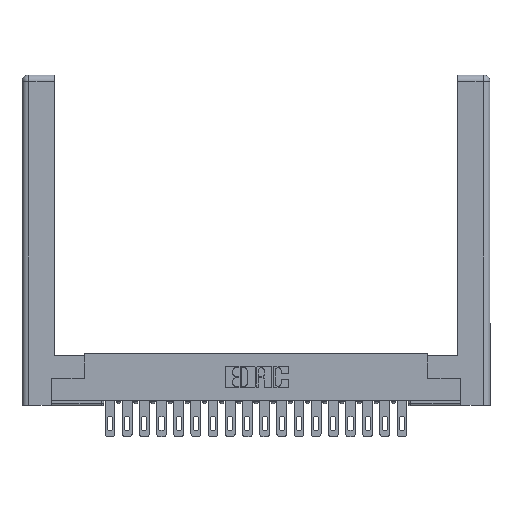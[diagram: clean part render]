
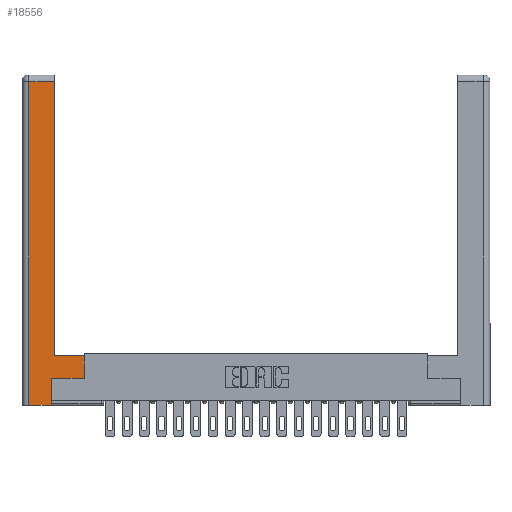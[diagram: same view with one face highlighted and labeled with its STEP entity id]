
A CAD part, top view. The second image highlights one B-rep face of the part: STEP entity #18556.
In plain terms, the highlighted planar face has unit normal (0, 0, 1).
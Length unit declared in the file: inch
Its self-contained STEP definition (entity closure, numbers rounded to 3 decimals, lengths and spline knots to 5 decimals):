
#488 = CARTESIAN_POINT ( 'NONE',  ( 0.0615, 2.94, 0. ) ) ;
#1109 = VECTOR ( 'NONE', #3522, 39.37008 ) ;
#1345 = LINE ( 'NONE', #2516, #13390 ) ;
#1383 = LINE ( 'NONE', #15658, #4738 ) ;
#1525 = LINE ( 'NONE', #2158, #16338 ) ;
#1827 = CARTESIAN_POINT ( 'NONE',  ( 0.265, 0., 0. ) ) ;
#2140 = ORIENTED_EDGE ( 'NONE', *, *, #9082, .T. ) ;
#2158 = CARTESIAN_POINT ( 'NONE',  ( 0.295, 0.45, 0. ) ) ;
#2516 = CARTESIAN_POINT ( 'NONE',  ( 0.565, 0.45, 0. ) ) ;
#2609 = VECTOR ( 'NONE', #10126, 39.37008 ) ;
#3168 = ORIENTED_EDGE ( 'NONE', *, *, #12739, .T. ) ;
#3196 = CARTESIAN_POINT ( 'NONE',  ( 0.565, 0.245, 0. ) ) ;
#3287 = ORIENTED_EDGE ( 'NONE', *, *, #19006, .T. ) ;
#3522 = DIRECTION ( 'NONE',  ( 1., 0., 0. ) ) ;
#3548 = ORIENTED_EDGE ( 'NONE', *, *, #6965, .T. ) ;
#4245 = FACE_OUTER_BOUND ( 'NONE', #9536, .T. ) ;
#4738 = VECTOR ( 'NONE', #15756, 39.37008 ) ;
#5997 = VERTEX_POINT ( 'NONE', #488 ) ;
#6352 = EDGE_CURVE ( 'NONE', #20128, #16321, #12869, .T. ) ;
#6544 = ORIENTED_EDGE ( 'NONE', *, *, #16589, .T. ) ;
#6828 = LINE ( 'NONE', #16609, #2609 ) ;
#6965 = EDGE_CURVE ( 'NONE', #16321, #9057, #1383, .T. ) ;
#7767 = DIRECTION ( 'NONE',  ( -1., 0., 0. ) ) ;
#7779 = VERTEX_POINT ( 'NONE', #13312 ) ;
#7952 = VERTEX_POINT ( 'NONE', #18589 ) ;
#7998 = CARTESIAN_POINT ( 'NONE',  ( 0.295, 0.45, 0. ) ) ;
#8440 = LINE ( 'NONE', #15149, #8823 ) ;
#8756 = DIRECTION ( 'NONE',  ( -1., 0., 0. ) ) ;
#8823 = VECTOR ( 'NONE', #8756, 39.37008 ) ;
#9057 = VERTEX_POINT ( 'NONE', #3196 ) ;
#9082 = EDGE_CURVE ( 'NONE', #7952, #20128, #19473, .T. ) ;
#9536 = EDGE_LOOP ( 'NONE', ( #18468, #6544, #10685, #2140, #15008, #3548, #3287, #3168 ) ) ;
#10126 = DIRECTION ( 'NONE',  ( 0., -1., 0. ) ) ;
#10153 = DIRECTION ( 'NONE',  ( 0., 1., 0. ) ) ;
#10685 = ORIENTED_EDGE ( 'NONE', *, *, #14622, .T. ) ;
#11259 = DIRECTION ( 'NONE',  ( 0., 1., 0. ) ) ;
#11412 = CARTESIAN_POINT ( 'NONE',  ( 0.265, 0., 0. ) ) ;
#11579 = VECTOR ( 'NONE', #11259, 39.37008 ) ;
#11745 = LINE ( 'NONE', #18218, #19543 ) ;
#12739 = EDGE_CURVE ( 'NONE', #20344, #14404, #1525, .T. ) ;
#12869 = LINE ( 'NONE', #14566, #11579 ) ;
#12889 = EDGE_CURVE ( 'NONE', #14404, #7779, #11745, .T. ) ;
#13312 = CARTESIAN_POINT ( 'NONE',  ( 0.295, 2.94, 0. ) ) ;
#13390 = VECTOR ( 'NONE', #20582, 39.37008 ) ;
#14320 = CARTESIAN_POINT ( 'NONE',  ( 0.265, 0.245, 0. ) ) ;
#14404 = VERTEX_POINT ( 'NONE', #7998 ) ;
#14566 = CARTESIAN_POINT ( 'NONE',  ( 0.265, 0.245, 0. ) ) ;
#14622 = EDGE_CURVE ( 'NONE', #5997, #7952, #6828, .T. ) ;
#15008 = ORIENTED_EDGE ( 'NONE', *, *, #6352, .T. ) ;
#15149 = CARTESIAN_POINT ( 'NONE',  ( 0.0615, 2.94, 0. ) ) ;
#15658 = CARTESIAN_POINT ( 'NONE',  ( 0.565, 0.245, 0. ) ) ;
#15732 = CARTESIAN_POINT ( 'NONE',  ( 0.565, 0.45, 0. ) ) ;
#15756 = DIRECTION ( 'NONE',  ( 1., 0., 0. ) ) ;
#15954 = CARTESIAN_POINT ( 'NONE',  ( 0., 0., 0. ) ) ;
#16321 = VERTEX_POINT ( 'NONE', #14320 ) ;
#16338 = VECTOR ( 'NONE', #18529, 39.37008 ) ;
#16589 = EDGE_CURVE ( 'NONE', #7779, #5997, #8440, .T. ) ;
#16609 = CARTESIAN_POINT ( 'NONE',  ( 0.0615, 0., 0. ) ) ;
#18218 = CARTESIAN_POINT ( 'NONE',  ( 0.295, 3., 0. ) ) ;
#18468 = ORIENTED_EDGE ( 'NONE', *, *, #12889, .T. ) ;
#18529 = DIRECTION ( 'NONE',  ( -1., 0., 0. ) ) ;
#18556 = ADVANCED_FACE ( 'NONE', ( #4245 ), #20408, .F. ) ;
#18589 = CARTESIAN_POINT ( 'NONE',  ( 0.0615, 0., 0. ) ) ;
#19006 = EDGE_CURVE ( 'NONE', #9057, #20344, #1345, .T. ) ;
#19473 = LINE ( 'NONE', #1827, #1109 ) ;
#19543 = VECTOR ( 'NONE', #10153, 39.37008 ) ;
#20128 = VERTEX_POINT ( 'NONE', #11412 ) ;
#20344 = VERTEX_POINT ( 'NONE', #15732 ) ;
#20408 = PLANE ( 'NONE',  #20696 ) ;
#20582 = DIRECTION ( 'NONE',  ( 0., 1., 0. ) ) ;
#20696 = AXIS2_PLACEMENT_3D ( 'NONE', #15954, #20717, #7767 ) ;
#20717 = DIRECTION ( 'NONE',  ( 0., 0., -1. ) ) ;
